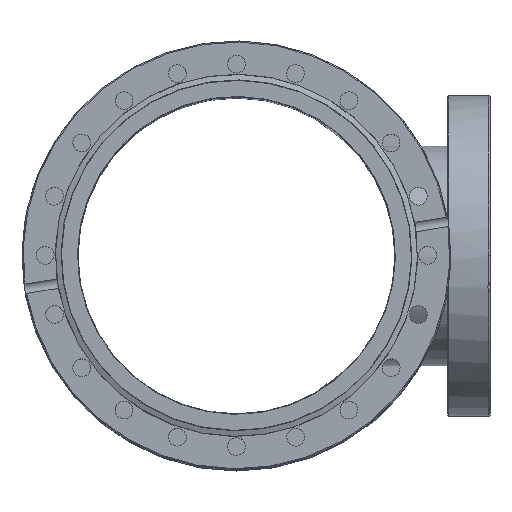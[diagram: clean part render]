
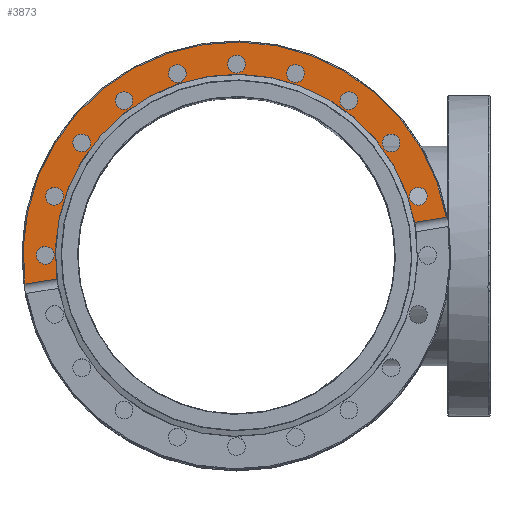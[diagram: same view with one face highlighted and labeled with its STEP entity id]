
A CAD part, top view. The second image highlights one B-rep face of the part: STEP entity #3873.
In plain terms, the highlighted face is planar.
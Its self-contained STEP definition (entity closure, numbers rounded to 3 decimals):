
#3382=CARTESIAN_POINT('',(85.721,-2.236,0.0));
#3383=VERTEX_POINT('',#3382);
#3409=CARTESIAN_POINT('',(-85.721,-2.236,0.0));
#3410=VERTEX_POINT('',#3409);
#3411=CARTESIAN_POINT('',(0.0,0.0,0.0));
#3412=DIRECTION('',(0.0,0.0,1.0));
#3413=DIRECTION('',(-1.0,0.0,0.0));
#3414=AXIS2_PLACEMENT_3D('',#3411,#3412,#3413);
#3415=CIRCLE('',#3414,85.75);
#3416=EDGE_CURVE('',#3410,#3383,#3415,.T.);
#3465=CARTESIAN_POINT('',(-100.975,-2.236,0.0));
#3466=VERTEX_POINT('',#3465);
#3529=CARTESIAN_POINT('',(-100.975,-2.236,0.0));
#3530=DIRECTION('',(1.0,0.0,0.0));
#3531=VECTOR('',#3530,15.254);
#3532=LINE('',#3529,#3531);
#3533=EDGE_CURVE('',#3466,#3410,#3532,.T.);
#3583=CARTESIAN_POINT('',(100.975,-2.236,0.0));
#3584=VERTEX_POINT('',#3583);
#3602=CARTESIAN_POINT('',(85.721,-2.236,0.0));
#3603=DIRECTION('',(1.0,0.0,0.0));
#3604=VECTOR('',#3603,15.254);
#3605=LINE('',#3602,#3604);
#3606=EDGE_CURVE('',#3383,#3584,#3605,.T.);
#3746=CARTESIAN_POINT('',(0.0,0.0,0.0));
#3747=DIRECTION('',(0.0,0.0,-1.0));
#3748=DIRECTION('',(-1.0,0.0,0.0));
#3749=AXIS2_PLACEMENT_3D('',#3746,#3747,#3748);
#3750=PLANE('',#3749);
#3751=ORIENTED_EDGE('',*,*,#3606,.T.);
#3752=CARTESIAN_POINT('',(0.0,0.0,0.0));
#3753=DIRECTION('',(0.0,0.0,1.0));
#3754=DIRECTION('',(-1.0,0.0,0.0));
#3755=AXIS2_PLACEMENT_3D('',#3752,#3753,#3754);
#3756=CIRCLE('',#3755,101.0);
#3757=EDGE_CURVE('',#3466,#3584,#3756,.T.);
#3758=ORIENTED_EDGE('',*,*,#3757,.F.);
#3759=ORIENTED_EDGE('',*,*,#3533,.T.);
#3760=ORIENTED_EDGE('',*,*,#3416,.T.);
#3761=EDGE_LOOP('',(#3751,#3758,#3759,#3760));
#3762=FACE_OUTER_BOUND('',#3761,.T.);
#3763=CARTESIAN_POINT('',(-89.386,-18.357,0.0));
#3764=VERTEX_POINT('',#3763);
#3765=CARTESIAN_POINT('',(-89.386,-14.157,0.0));
#3766=DIRECTION('',(0.0,0.0,1.0));
#3767=DIRECTION('',(0.0,1.0,0.0));
#3768=AXIS2_PLACEMENT_3D('',#3765,#3766,#3767);
#3769=CIRCLE('',#3768,4.2);
#3770=EDGE_CURVE('',#3764,#3764,#3769,.T.);
#3771=ORIENTED_EDGE('',*,*,#3770,.T.);
#3772=EDGE_LOOP('',(#3771));
#3773=FACE_BOUND('',#3772,.T.);
#3774=CARTESIAN_POINT('',(-79.338,-45.081,0.0));
#3775=VERTEX_POINT('',#3774);
#3776=CARTESIAN_POINT('',(-80.636,-41.086,0.0));
#3777=DIRECTION('',(0.0,0.0,1.0));
#3778=DIRECTION('',(-0.309,0.951,0.0));
#3779=AXIS2_PLACEMENT_3D('',#3776,#3777,#3778);
#3780=CIRCLE('',#3779,4.2);
#3781=EDGE_CURVE('',#3775,#3775,#3780,.T.);
#3782=ORIENTED_EDGE('',*,*,#3781,.T.);
#3783=EDGE_LOOP('',(#3782));
#3784=FACE_BOUND('',#3783,.T.);
#3785=CARTESIAN_POINT('',(-61.524,-67.391,0.0));
#3786=VERTEX_POINT('',#3785);
#3787=CARTESIAN_POINT('',(-63.993,-63.993,0.0));
#3788=DIRECTION('',(0.0,0.0,1.));
#3789=DIRECTION('',(-0.588,0.809,0.0));
#3790=AXIS2_PLACEMENT_3D('',#3787,#3788,#3789);
#3791=CIRCLE('',#3790,4.2);
#3792=EDGE_CURVE('',#3786,#3786,#3791,.T.);
#3793=ORIENTED_EDGE('',*,*,#3792,.T.);
#3794=EDGE_LOOP('',(#3793));
#3795=FACE_BOUND('',#3794,.T.);
#3796=CARTESIAN_POINT('',(-37.688,-83.105,0.0));
#3797=VERTEX_POINT('',#3796);
#3798=CARTESIAN_POINT('',(-41.086,-80.636,0.0));
#3799=DIRECTION('',(0.0,0.0,1.0));
#3800=DIRECTION('',(-0.809,0.588,0.0));
#3801=AXIS2_PLACEMENT_3D('',#3798,#3799,#3800);
#3802=CIRCLE('',#3801,4.2);
#3803=EDGE_CURVE('',#3797,#3797,#3802,.T.);
#3804=ORIENTED_EDGE('',*,*,#3803,.T.);
#3805=EDGE_LOOP('',(#3804));
#3806=FACE_BOUND('',#3805,.T.);
#3807=CARTESIAN_POINT('',(-10.163,-90.684,0.0));
#3808=VERTEX_POINT('',#3807);
#3809=CARTESIAN_POINT('',(-14.157,-89.386,0.0));
#3810=DIRECTION('',(0.0,0.0,1.));
#3811=DIRECTION('',(-0.951,0.309,0.0));
#3812=AXIS2_PLACEMENT_3D('',#3809,#3810,#3811);
#3813=CIRCLE('',#3812,4.2);
#3814=EDGE_CURVE('',#3808,#3808,#3813,.T.);
#3815=ORIENTED_EDGE('',*,*,#3814,.T.);
#3816=EDGE_LOOP('',(#3815));
#3817=FACE_BOUND('',#3816,.T.);
#3818=CARTESIAN_POINT('',(18.357,-89.386,0.0));
#3819=VERTEX_POINT('',#3818);
#3820=CARTESIAN_POINT('',(14.157,-89.386,0.0));
#3821=DIRECTION('',(0.0,0.0,1.0));
#3822=DIRECTION('',(-1.0,0.0,0.0));
#3823=AXIS2_PLACEMENT_3D('',#3820,#3821,#3822);
#3824=CIRCLE('',#3823,4.2);
#3825=EDGE_CURVE('',#3819,#3819,#3824,.T.);
#3826=ORIENTED_EDGE('',*,*,#3825,.T.);
#3827=EDGE_LOOP('',(#3826));
#3828=FACE_BOUND('',#3827,.T.);
#3829=CARTESIAN_POINT('',(45.081,-79.338,0.0));
#3830=VERTEX_POINT('',#3829);
#3831=CARTESIAN_POINT('',(41.086,-80.636,0.0));
#3832=DIRECTION('',(0.0,0.0,1.0));
#3833=DIRECTION('',(-0.951,-0.309,0.0));
#3834=AXIS2_PLACEMENT_3D('',#3831,#3832,#3833);
#3835=CIRCLE('',#3834,4.2);
#3836=EDGE_CURVE('',#3830,#3830,#3835,.T.);
#3837=ORIENTED_EDGE('',*,*,#3836,.T.);
#3838=EDGE_LOOP('',(#3837));
#3839=FACE_BOUND('',#3838,.T.);
#3840=CARTESIAN_POINT('',(67.391,-61.524,0.0));
#3841=VERTEX_POINT('',#3840);
#3842=CARTESIAN_POINT('',(63.993,-63.993,0.0));
#3843=DIRECTION('',(0.0,0.0,1.0));
#3844=DIRECTION('',(-0.809,-0.588,0.0));
#3845=AXIS2_PLACEMENT_3D('',#3842,#3843,#3844);
#3846=CIRCLE('',#3845,4.2);
#3847=EDGE_CURVE('',#3841,#3841,#3846,.T.);
#3848=ORIENTED_EDGE('',*,*,#3847,.T.);
#3849=EDGE_LOOP('',(#3848));
#3850=FACE_BOUND('',#3849,.T.);
#3851=CARTESIAN_POINT('',(83.105,-37.688,0.0));
#3852=VERTEX_POINT('',#3851);
#3853=CARTESIAN_POINT('',(80.636,-41.086,0.0));
#3854=DIRECTION('',(0.0,0.0,1.0));
#3855=DIRECTION('',(-0.588,-0.809,0.0));
#3856=AXIS2_PLACEMENT_3D('',#3853,#3854,#3855);
#3857=CIRCLE('',#3856,4.2);
#3858=EDGE_CURVE('',#3852,#3852,#3857,.T.);
#3859=ORIENTED_EDGE('',*,*,#3858,.T.);
#3860=EDGE_LOOP('',(#3859));
#3861=FACE_BOUND('',#3860,.T.);
#3862=CARTESIAN_POINT('',(90.684,-10.163,0.0));
#3863=VERTEX_POINT('',#3862);
#3864=CARTESIAN_POINT('',(89.386,-14.157,0.0));
#3865=DIRECTION('',(0.0,0.0,1.));
#3866=DIRECTION('',(-0.309,-0.951,0.0));
#3867=AXIS2_PLACEMENT_3D('',#3864,#3865,#3866);
#3868=CIRCLE('',#3867,4.2);
#3869=EDGE_CURVE('',#3863,#3863,#3868,.T.);
#3870=ORIENTED_EDGE('',*,*,#3869,.T.);
#3871=EDGE_LOOP('',(#3870));
#3872=FACE_BOUND('',#3871,.T.);
#3873=ADVANCED_FACE('',(#3762,#3773,#3784,#3795,#3806,#3817,#3828,#3839,#3850,#3861,#3872),#3750,.T.);
